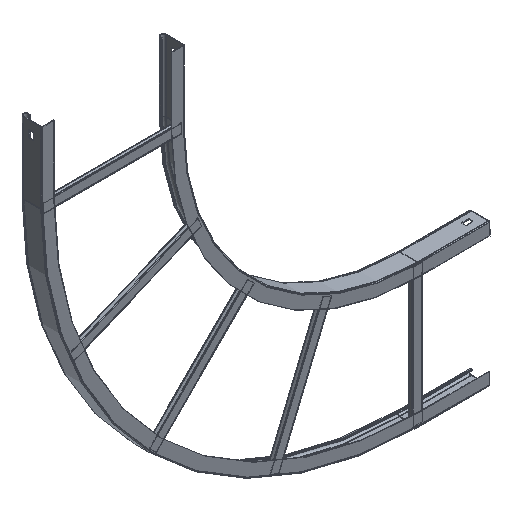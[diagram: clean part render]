
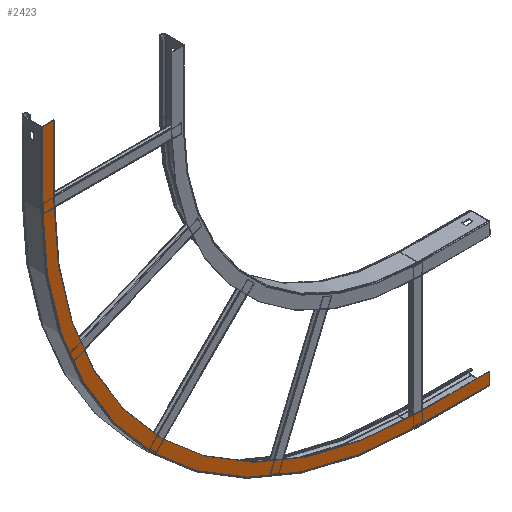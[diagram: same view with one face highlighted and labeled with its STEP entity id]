
A CAD part, isometric view. The second image highlights one B-rep face of the part: STEP entity #2423.
In plain terms, the highlighted planar face has unit normal (0, -1, 0).
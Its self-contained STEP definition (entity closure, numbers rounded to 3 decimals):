
#1533=DIRECTION('',(0.,0.,1.));
#1534=VECTOR('',#1533,24.75);
#1535=CARTESIAN_POINT('',(840.,0.,-937.75));
#1536=LINE('',#1535,#1534);
#1629=DIRECTION('',(-1.,0.,0.));
#1630=VECTOR('',#1629,150.);
#1631=CARTESIAN_POINT('',(840.,0.,-913.));
#1632=LINE('',#1631,#1630);
#1633=DIRECTION('',(-1.,0.,0.));
#1634=VECTOR('',#1633,150.);
#1635=CARTESIAN_POINT('',(840.,0.,-937.75));
#1636=LINE('',#1635,#1634);
#1637=CARTESIAN_POINT('',(690.,0.,-150.));
#1638=DIRECTION('',(0.,1.,0.));
#1639=DIRECTION('',(0.,0.,-1.));
#1640=AXIS2_PLACEMENT_3D('',#1637,#1638,#1639);
#1642=DIRECTION('',(0.,0.,1.));
#1643=VECTOR('',#1642,150.);
#1644=CARTESIAN_POINT('',(-97.75,0.,-150.));
#1645=LINE('',#1644,#1643);
#1735=DIRECTION('',(1.,0.,0.));
#1736=VECTOR('',#1735,24.75);
#1737=CARTESIAN_POINT('',(-97.75,0.,0.));
#1738=LINE('',#1737,#1736);
#1978=DIRECTION('',(0.,0.,1.));
#1979=VECTOR('',#1978,150.);
#1980=CARTESIAN_POINT('',(-73.,0.,-150.));
#1981=LINE('',#1980,#1979);
#1986=CARTESIAN_POINT('',(690.,0.,-150.));
#1987=DIRECTION('',(0.,1.,0.));
#1988=DIRECTION('',(0.,0.,-1.));
#1989=AXIS2_PLACEMENT_3D('',#1986,#1987,#1988);
#2071=CARTESIAN_POINT('',(840.,0.,-937.75));
#2072=CARTESIAN_POINT('',(840.,0.,-913.));
#2073=VERTEX_POINT('',#2071);
#2074=VERTEX_POINT('',#2072);
#2095=CARTESIAN_POINT('',(690.,0.,-913.));
#2097=VERTEX_POINT('',#2095);
#2115=CARTESIAN_POINT('',(-73.,0.,-150.));
#2117=VERTEX_POINT('',#2115);
#2135=CARTESIAN_POINT('',(-97.75,0.,0.));
#2136=CARTESIAN_POINT('',(-73.,0.,0.));
#2137=VERTEX_POINT('',#2135);
#2138=VERTEX_POINT('',#2136);
#2151=CARTESIAN_POINT('',(690.,0.,-937.75));
#2152=VERTEX_POINT('',#2151);
#2155=CARTESIAN_POINT('',(-97.75,0.,-150.));
#2156=VERTEX_POINT('',#2155);
#2402=CARTESIAN_POINT('',(840.,0.,-937.75));
#2403=DIRECTION('',(0.,-1.,0.));
#2404=DIRECTION('',(0.,0.,1.));
#2405=AXIS2_PLACEMENT_3D('',#2402,#2403,#2404);
#2406=PLANE('',#2405);
#2407=ORIENTED_EDGE('',*,*,#2236,.F.);
#2409=ORIENTED_EDGE('',*,*,#2408,.T.);
#2411=ORIENTED_EDGE('',*,*,#2410,.T.);
#2413=ORIENTED_EDGE('',*,*,#2412,.T.);
#2415=ORIENTED_EDGE('',*,*,#2414,.T.);
#2417=ORIENTED_EDGE('',*,*,#2416,.F.);
#2419=ORIENTED_EDGE('',*,*,#2418,.F.);
#2420=ORIENTED_EDGE('',*,*,#2394,.F.);
#2421=EDGE_LOOP('',(#2407,#2409,#2411,#2413,#2415,#2417,#2419,#2420));
#2422=FACE_OUTER_BOUND('',#2421,.F.);
#2423=ADVANCED_FACE('',(#2422),#2406,.T.);
#1641=CIRCLE('',#1640,787.75);
#1990=CIRCLE('',#1989,763.);
#2236=EDGE_CURVE('',#2073,#2074,#1536,.T.);
#2394=EDGE_CURVE('',#2074,#2097,#1632,.T.);
#2408=EDGE_CURVE('',#2073,#2152,#1636,.T.);
#2410=EDGE_CURVE('',#2152,#2156,#1641,.T.);
#2412=EDGE_CURVE('',#2156,#2137,#1645,.T.);
#2414=EDGE_CURVE('',#2137,#2138,#1738,.T.);
#2416=EDGE_CURVE('',#2117,#2138,#1981,.T.);
#2418=EDGE_CURVE('',#2097,#2117,#1990,.T.);
